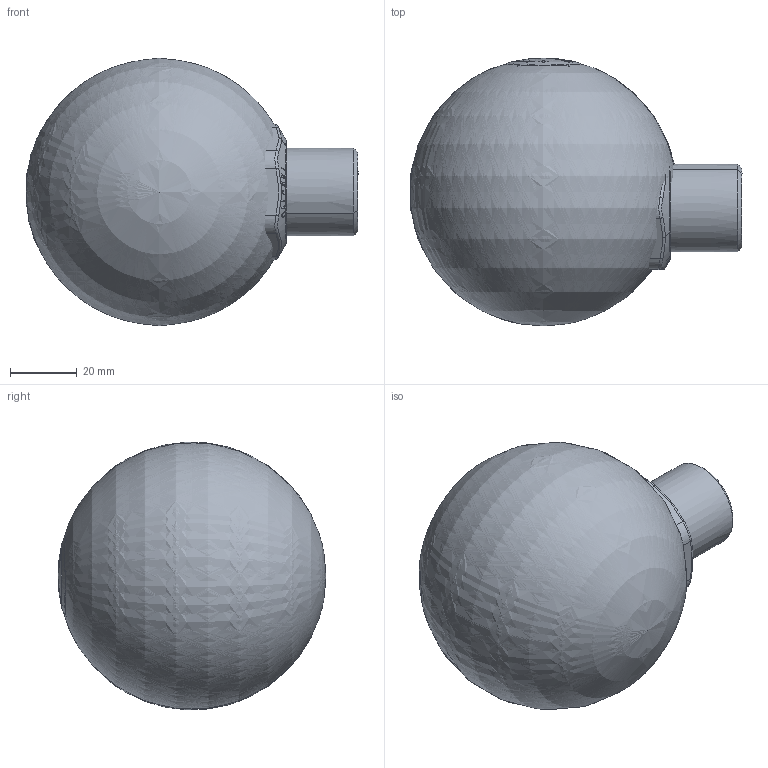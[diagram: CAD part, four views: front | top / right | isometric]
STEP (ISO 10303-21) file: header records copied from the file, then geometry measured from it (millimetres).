
FILE_DESCRIPTION((''),'2;1');
FILE_NAME('_DA_CONVERTIRE0001_SW0001','2017-01-31T',('mparodi'),(''),'CREO PARAMETRIC BY PTC INC, 2014500','CREO PARAMETRIC BY PTC INC, 2014500','');
FILE_SCHEMA(('CONFIG_CONTROL_DESIGN'));
Products named in the file (1): _DA_CONVERTIRE0001_SW0001
Bounding box: 99.64 x 80.4 x 80.34 mm (x, y, z)
Surface area: 282658.2 mm2 (no closed solid volume)
Topology: 0 solids, 0 shells, 616 faces, 3111 edges, 3010 vertices
Faces by surface type: bspline 512, torus 52, sphere 52
Entity records: 55815 total; most frequent: CARTESIAN_POINT 30958, DIRECTION 3619, DEFINITIONAL_REPRESENTATION 2954, PCURVE 2954, COMPOSITE_CURVE_SEGMENT 2954, TRIMMED_CURVE 2886, VECTOR 2361, LINE 2361
